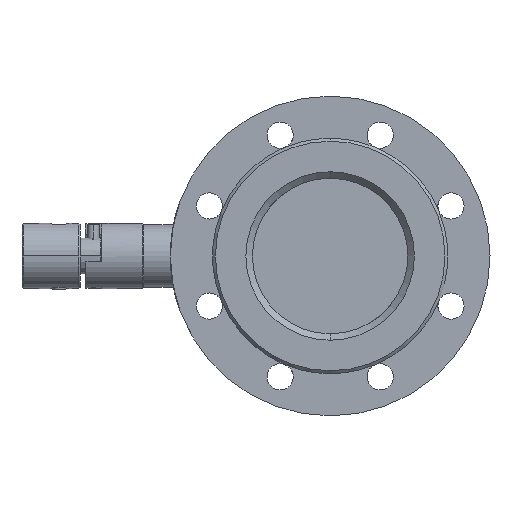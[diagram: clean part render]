
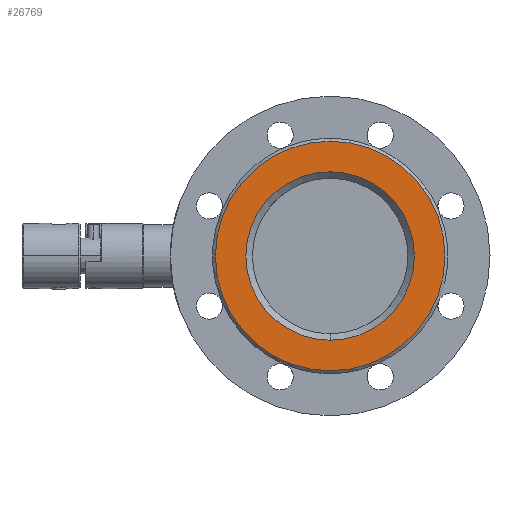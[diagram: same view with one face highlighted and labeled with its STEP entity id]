
A CAD part, left-side view. The second image highlights one B-rep face of the part: STEP entity #26769.
In plain terms, the highlighted planar face has unit normal (-1, 0, 0).
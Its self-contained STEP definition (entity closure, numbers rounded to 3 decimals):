
#1123 = CARTESIAN_POINT ( 'NONE',  ( -150.022, 0., -79. ) ) ;
#1124 = CARTESIAN_POINT ( 'NONE',  ( -150.022, 0., 79. ) ) ;
#1125 = DIRECTION ( 'NONE',  ( 0., 0., 1. ) ) ;
#1126 = DIRECTION ( 'NONE',  ( -1., 0., 0. ) ) ;
#1127 = CARTESIAN_POINT ( 'NONE',  ( -150.022, 0., 0. ) ) ;
#1128 = AXIS2_PLACEMENT_3D ( 'NONE', #1127, #1126, #1125 ) ;
#1129 = CIRCLE ( 'NONE', #1128, 79. ) ;
#2149 = DIRECTION ( 'NONE',  ( 0., 0., 1. ) ) ;
#2150 = DIRECTION ( 'NONE',  ( -1., 0., 0. ) ) ;
#2151 = CARTESIAN_POINT ( 'NONE',  ( -150.022, 0., 0. ) ) ;
#2152 = AXIS2_PLACEMENT_3D ( 'NONE', #2151, #2150, #2149 ) ;
#2153 = CIRCLE ( 'NONE', #2152, 58. ) ;
#2219 = CARTESIAN_POINT ( 'NONE',  ( -150.022, 0., -58. ) ) ;
#2739 = DIRECTION ( 'NONE',  ( 0., 0., 1. ) ) ;
#2740 = DIRECTION ( 'NONE',  ( -1., 0., 0. ) ) ;
#2741 = CARTESIAN_POINT ( 'NONE',  ( -150.022, 0., 0. ) ) ;
#2742 = AXIS2_PLACEMENT_3D ( 'NONE', #2741, #2740, #2739 ) ;
#2743 = CIRCLE ( 'NONE', #2742, 58. ) ;
#3191 = CARTESIAN_POINT ( 'NONE',  ( -150.022, 0., 58. ) ) ;
#3421 = FACE_OUTER_BOUND ( 'NONE', #26773, .T. ) ;
#3422 = FACE_BOUND ( 'NONE', #26770, .T. ) ;
#3555 = DIRECTION ( 'NONE',  ( 0., 0., 1. ) ) ;
#3556 = DIRECTION ( 'NONE',  ( -1., 0., 0. ) ) ;
#3557 = CARTESIAN_POINT ( 'NONE',  ( -150.022, 0., 0. ) ) ;
#3558 = AXIS2_PLACEMENT_3D ( 'NONE', #3557, #3556, #3555 ) ;
#3559 = DIRECTION ( 'NONE',  ( 0., 0., -1. ) ) ;
#3560 = DIRECTION ( 'NONE',  ( 1., 0., 0. ) ) ;
#3561 = CARTESIAN_POINT ( 'NONE',  ( -150.022, 58., 0. ) ) ;
#3562 = AXIS2_PLACEMENT_3D ( 'NONE', #3561, #3560, #3559 ) ;
#3563 = CIRCLE ( 'NONE', #3558, 79. ) ;
#3564 = PLANE ( 'NONE',  #3562 ) ;
#26213 = EDGE_CURVE ( 'NONE', #26214, #26215, #1129, .T. ) ;
#26214 = VERTEX_POINT ( 'NONE', #1124 ) ;
#26215 = VERTEX_POINT ( 'NONE', #1123 ) ;
#26430 = VERTEX_POINT ( 'NONE', #2219 ) ;
#26431 = EDGE_CURVE ( 'NONE', #26430, #26700, #2153, .T. ) ;
#26575 = EDGE_CURVE ( 'NONE', #26700, #26430, #2743, .T. ) ;
#26700 = VERTEX_POINT ( 'NONE', #3191 ) ;
#26769 = ADVANCED_FACE ( 'NONE', ( #3422, #3421 ), #3564, .F. ) ;
#26770 = EDGE_LOOP ( 'NONE', ( #26771, #26772 ) ) ;
#26771 = ORIENTED_EDGE ( 'NONE', *, *, #26575, .F. ) ;
#26772 = ORIENTED_EDGE ( 'NONE', *, *, #26431, .F. ) ;
#26773 = EDGE_LOOP ( 'NONE', ( #26774, #26776 ) ) ;
#26774 = ORIENTED_EDGE ( 'NONE', *, *, #26775, .T. ) ;
#26775 = EDGE_CURVE ( 'NONE', #26215, #26214, #3563, .T. ) ;
#26776 = ORIENTED_EDGE ( 'NONE', *, *, #26213, .T. ) ;
